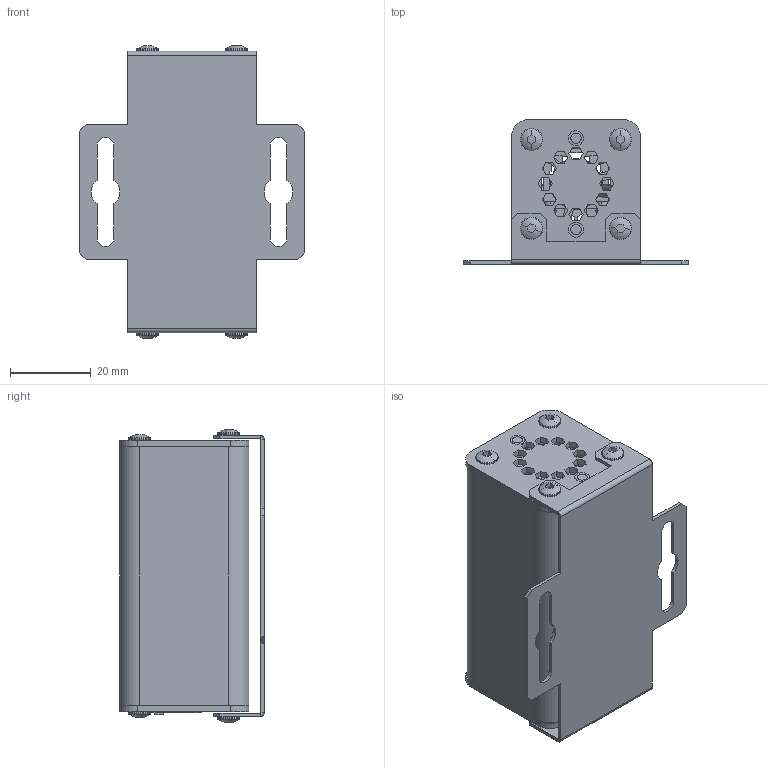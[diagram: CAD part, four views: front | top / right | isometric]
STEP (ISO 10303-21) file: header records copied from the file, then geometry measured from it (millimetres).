
FILE_DESCRIPTION (( 'STEP AP214' ), '1' );
FILE_NAME ('E-STHS-LSH.STEP', '2020-11-04T13:57:23', ( '' ), ( '' ), 'SwSTEP 2.0', 'SolidWorks 2011', '' );
FILE_SCHEMA (( 'AUTOMOTIVE_DESIGN' ));
Length unit declared in the file: inch
Products named in the file (1): E-STHS-LSH
Bounding box: 55.56 x 35.86 x 72.39 mm (x, y, z)
Surface area: 23281.2 mm2 (no closed solid volume)
Topology: 0 solids, 23 shells, 488 faces, 1663 edges, 1174 vertices
Faces by surface type: plane 308, cylinder 106, torus 48, sphere 16, bspline 6, cone 4
Entity records: 25788 total; most frequent: CARTESIAN_POINT 4712, DIRECTION 3087, ORIENTED_EDGE 2843, EDGE_CURVE 1663, VERTEX_POINT 1174, VECTOR 1037, LINE 1037, AXIS2_PLACEMENT_3D 1025
